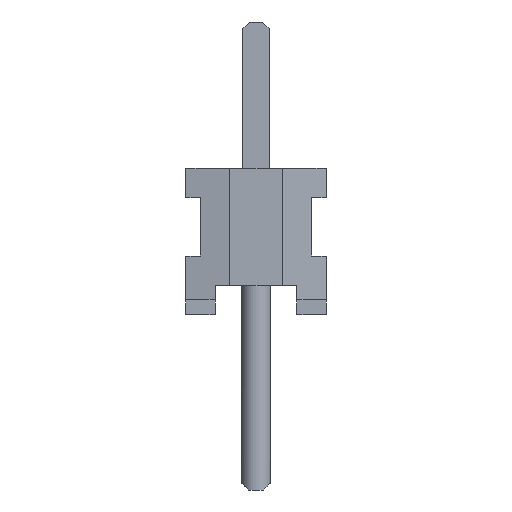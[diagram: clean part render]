
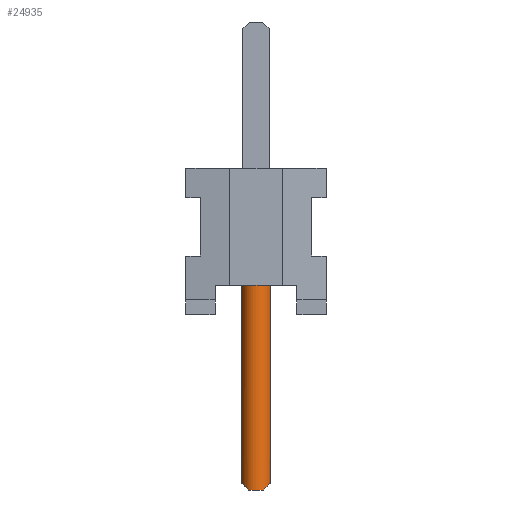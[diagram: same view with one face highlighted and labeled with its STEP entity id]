
A CAD part, left-side view. The second image highlights one B-rep face of the part: STEP entity #24935.
In plain terms, the highlighted cylindrical face has radius 0.254 mm (diameter 0.508 mm), a full revolution.
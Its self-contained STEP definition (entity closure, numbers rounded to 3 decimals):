
#23573 = EDGE_CURVE('',#23574,#23576,#23578,.T.);
#23574 = VERTEX_POINT('',#23575);
#23575 = CARTESIAN_POINT('',(-11.684,0.,1.27));
#23576 = VERTEX_POINT('',#23577);
#23577 = CARTESIAN_POINT('',(-11.21,0.127,1.27));
#23578 = CIRCLE('',#23579,0.254);
#23579 = AXIS2_PLACEMENT_3D('',#23580,#23581,#23582);
#23580 = CARTESIAN_POINT('',(-11.43,0.,1.27));
#23581 = DIRECTION('',(0.,0.,1.));
#23582 = DIRECTION('',(1.,0.,0.));
#23584 = EDGE_CURVE('',#23576,#23574,#23585,.T.);
#23585 = CIRCLE('',#23586,0.254);
#23586 = AXIS2_PLACEMENT_3D('',#23587,#23588,#23589);
#23587 = CARTESIAN_POINT('',(-11.43,0.,1.27));
#23588 = DIRECTION('',(0.,0.,1.));
#23589 = DIRECTION('',(1.,0.,0.));
#24935 = ADVANCED_FACE('',(#24936),#24982,.T.);
#24936 = FACE_BOUND('',#24937,.T.);
#24937 = EDGE_LOOP('',(#24938,#24939,#24946,#24955,#24964,#24973,#24980,
    #24981));
#24938 = ORIENTED_EDGE('',*,*,#23584,.F.);
#24939 = ORIENTED_EDGE('',*,*,#24940,.T.);
#24940 = EDGE_CURVE('',#23576,#24941,#24943,.T.);
#24941 = VERTEX_POINT('',#24942);
#24942 = CARTESIAN_POINT('',(-11.21,0.127,-3.048));
#24943 = B_SPLINE_CURVE_WITH_KNOTS('',1,(#24944,#24945),.UNSPECIFIED.,
  .F.,.F.,(2,2),(0.,4.318),.PIECEWISE_BEZIER_KNOTS.);
#24944 = CARTESIAN_POINT('',(-11.21,0.127,1.27));
#24945 = CARTESIAN_POINT('',(-11.21,0.127,-3.048));
#24946 = ORIENTED_EDGE('',*,*,#24947,.T.);
#24947 = EDGE_CURVE('',#24941,#24948,#24950,.T.);
#24948 = VERTEX_POINT('',#24949);
#24949 = CARTESIAN_POINT('',(-11.65,0.127,-3.048));
#24950 = ELLIPSE('',#24951,0.359,0.254);
#24951 = AXIS2_PLACEMENT_3D('',#24952,#24953,#24954);
#24952 = CARTESIAN_POINT('',(-11.43,0.,-3.175));
#24953 = DIRECTION('',(0.,-0.707,0.707));
#24954 = DIRECTION('',(0.,-0.707,-0.707));
#24955 = ORIENTED_EDGE('',*,*,#24956,.T.);
#24956 = EDGE_CURVE('',#24948,#24957,#24959,.T.);
#24957 = VERTEX_POINT('',#24958);
#24958 = CARTESIAN_POINT('',(-11.65,-0.127,-3.048));
#24959 = CIRCLE('',#24960,0.254);
#24960 = AXIS2_PLACEMENT_3D('',#24961,#24962,#24963);
#24961 = CARTESIAN_POINT('',(-11.43,0.,-3.048));
#24962 = DIRECTION('',(0.,0.,1.));
#24963 = DIRECTION('',(0.,-1.,0.));
#24964 = ORIENTED_EDGE('',*,*,#24965,.T.);
#24965 = EDGE_CURVE('',#24957,#24966,#24968,.T.);
#24966 = VERTEX_POINT('',#24967);
#24967 = CARTESIAN_POINT('',(-11.21,-0.127,-3.048));
#24968 = ELLIPSE('',#24969,0.359,0.254);
#24969 = AXIS2_PLACEMENT_3D('',#24970,#24971,#24972);
#24970 = CARTESIAN_POINT('',(-11.43,0.,-3.175));
#24971 = DIRECTION('',(0.,0.707,0.707));
#24972 = DIRECTION('',(0.,0.707,-0.707));
#24973 = ORIENTED_EDGE('',*,*,#24974,.T.);
#24974 = EDGE_CURVE('',#24966,#24941,#24975,.T.);
#24975 = CIRCLE('',#24976,0.254);
#24976 = AXIS2_PLACEMENT_3D('',#24977,#24978,#24979);
#24977 = CARTESIAN_POINT('',(-11.43,0.,-3.048));
#24978 = DIRECTION('',(0.,0.,1.));
#24979 = DIRECTION('',(0.,-1.,0.));
#24980 = ORIENTED_EDGE('',*,*,#24940,.F.);
#24981 = ORIENTED_EDGE('',*,*,#23573,.F.);
#24982 = CYLINDRICAL_SURFACE('',#24983,0.254);
#24983 = AXIS2_PLACEMENT_3D('',#24984,#24985,#24986);
#24984 = CARTESIAN_POINT('',(-11.43,0.,1.27));
#24985 = DIRECTION('',(0.,0.,-1.));
#24986 = DIRECTION('',(0.,1.,0.));
